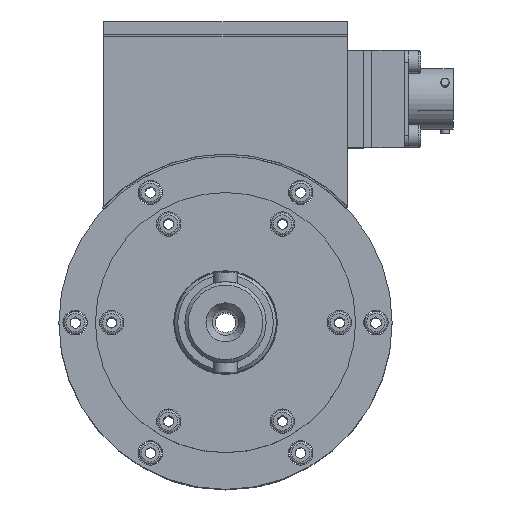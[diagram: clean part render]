
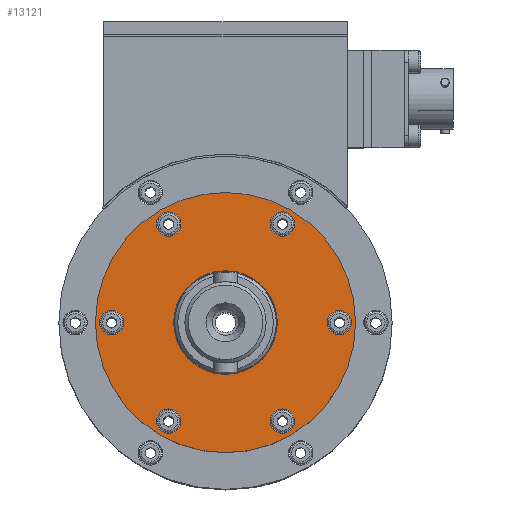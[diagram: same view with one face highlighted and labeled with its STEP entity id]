
A CAD part, top view. The second image highlights one B-rep face of the part: STEP entity #13121.
In plain terms, the highlighted planar face has unit normal (0, 0, 1).
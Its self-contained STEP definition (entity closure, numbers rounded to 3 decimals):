
#54 = DIRECTION ( 'NONE',  ( 0., 1., 0. ) ) ;
#95 = EDGE_LOOP ( 'NONE', ( #3043 ) ) ;
#100 = DIRECTION ( 'NONE',  ( 0., 1., 0. ) ) ;
#108 = DIRECTION ( 'NONE',  ( 0., 0., 1. ) ) ;
#151 = DIRECTION ( 'NONE',  ( 0., 0., 1. ) ) ;
#160 = CARTESIAN_POINT ( 'NONE',  ( 14., -24.249, 28.8 ) ) ;
#199 = EDGE_LOOP ( 'NONE', ( #4905 ) ) ;
#250 = CARTESIAN_POINT ( 'NONE',  ( -14., -24.249, 28.8 ) ) ;
#257 = EDGE_LOOP ( 'NONE', ( #5108 ) ) ;
#284 = EDGE_LOOP ( 'NONE', ( #6689 ) ) ;
#329 = EDGE_LOOP ( 'NONE', ( #8515 ) ) ;
#352 = EDGE_LOOP ( 'NONE', ( #8986 ) ) ;
#401 = CARTESIAN_POINT ( 'NONE',  ( 0., 0., 28.8 ) ) ;
#1384 = ORIENTED_EDGE ( 'NONE', *, *, #8911, .F. ) ;
#1407 = ORIENTED_EDGE ( 'NONE', *, *, #7776, .F. ) ;
#1961 = DIRECTION ( 'NONE',  ( 0., 1., 0. ) ) ;
#2012 = DIRECTION ( 'NONE',  ( 0., 0., 1. ) ) ;
#2069 = CARTESIAN_POINT ( 'NONE',  ( -28., 0., 28.8 ) ) ;
#2333 = AXIS2_PLACEMENT_3D ( 'NONE', #9889, #9874, #9759 ) ;
#2475 = AXIS2_PLACEMENT_3D ( 'NONE', #250, #151, #100 ) ;
#2979 = CIRCLE ( 'NONE', #2333, 3. ) ;
#3043 = ORIENTED_EDGE ( 'NONE', *, *, #6619, .F. ) ;
#3129 = AXIS2_PLACEMENT_3D ( 'NONE', #160, #108, #54 ) ;
#3331 = CIRCLE ( 'NONE', #2475, 3. ) ;
#3572 = AXIS2_PLACEMENT_3D ( 'NONE', #14272, #14209, #14174 ) ;
#4509 = EDGE_CURVE ( 'NONE', #6648, #6648, #14960, .T. ) ;
#4548 = AXIS2_PLACEMENT_3D ( 'NONE', #2069, #2012, #1961 ) ;
#4905 = ORIENTED_EDGE ( 'NONE', *, *, #8111, .F. ) ;
#4924 = AXIS2_PLACEMENT_3D ( 'NONE', #11155, #11108, #11056 ) ;
#5077 = VERTEX_POINT ( 'NONE', #5894 ) ;
#5108 = ORIENTED_EDGE ( 'NONE', *, *, #8795, .F. ) ;
#5120 = VERTEX_POINT ( 'NONE', #6077 ) ;
#5338 = CIRCLE ( 'NONE', #3129, 3. ) ;
#5388 = VERTEX_POINT ( 'NONE', #7705 ) ;
#5520 = VERTEX_POINT ( 'NONE', #8524 ) ;
#5656 = AXIS2_PLACEMENT_3D ( 'NONE', #6324, #6310, #6210 ) ;
#5793 = VERTEX_POINT ( 'NONE', #10091 ) ;
#5894 = CARTESIAN_POINT ( 'NONE',  ( 14., 27.249, 28.8 ) ) ;
#5902 = VERTEX_POINT ( 'NONE', #10709 ) ;
#5975 = EDGE_CURVE ( 'NONE', #6116, #6116, #11303, .T. ) ;
#6077 = CARTESIAN_POINT ( 'NONE',  ( -14., -21.249, 28.8 ) ) ;
#6116 = VERTEX_POINT ( 'NONE', #11479 ) ;
#6210 = DIRECTION ( 'NONE',  ( 0., -1., 0. ) ) ;
#6310 = DIRECTION ( 'NONE',  ( 0., 0., -1. ) ) ;
#6324 = CARTESIAN_POINT ( 'NONE',  ( 0., 0., 28.8 ) ) ;
#6328 = CIRCLE ( 'NONE', #3572, 3. ) ;
#6619 = EDGE_CURVE ( 'NONE', #5902, #5902, #9659, .T. ) ;
#6648 = VERTEX_POINT ( 'NONE', #14023 ) ;
#6689 = ORIENTED_EDGE ( 'NONE', *, *, #6943, .F. ) ;
#6943 = EDGE_CURVE ( 'NONE', #5793, #5793, #8711, .T. ) ;
#7571 = AXIS2_PLACEMENT_3D ( 'NONE', #401, #10352, #10367 ) ;
#7705 = CARTESIAN_POINT ( 'NONE',  ( 14., -21.249, 28.8 ) ) ;
#7776 = EDGE_CURVE ( 'NONE', #5520, #5520, #6328, .T. ) ;
#8111 = EDGE_CURVE ( 'NONE', #5388, #5388, #5338, .T. ) ;
#8515 = ORIENTED_EDGE ( 'NONE', *, *, #4509, .F. ) ;
#8524 = CARTESIAN_POINT ( 'NONE',  ( -14., 27.249, 28.8 ) ) ;
#8711 = CIRCLE ( 'NONE', #4548, 3. ) ;
#8795 = EDGE_CURVE ( 'NONE', #5120, #5120, #3331, .T. ) ;
#8911 = EDGE_CURVE ( 'NONE', #5077, #5077, #2979, .T. ) ;
#8986 = ORIENTED_EDGE ( 'NONE', *, *, #5975, .T. ) ;
#9659 = CIRCLE ( 'NONE', #4924, 3. ) ;
#9759 = DIRECTION ( 'NONE',  ( 0., 1., 0. ) ) ;
#9874 = DIRECTION ( 'NONE',  ( 0., 0., 1. ) ) ;
#9889 = CARTESIAN_POINT ( 'NONE',  ( 14., 24.249, 28.8 ) ) ;
#10091 = CARTESIAN_POINT ( 'NONE',  ( -28., 3., 28.8 ) ) ;
#10352 = DIRECTION ( 'NONE',  ( 0., 0., -1. ) ) ;
#10367 = DIRECTION ( 'NONE',  ( 0., -1., 0. ) ) ;
#10709 = CARTESIAN_POINT ( 'NONE',  ( 28., 3., 28.8 ) ) ;
#11056 = DIRECTION ( 'NONE',  ( 0., 1., 0. ) ) ;
#11108 = DIRECTION ( 'NONE',  ( 0., 0., 1. ) ) ;
#11155 = CARTESIAN_POINT ( 'NONE',  ( 28., 0., 28.8 ) ) ;
#11303 = CIRCLE ( 'NONE', #5656, 12.75 ) ;
#11478 = DIRECTION ( 'NONE',  ( 0., -1., 0. ) ) ;
#11479 = CARTESIAN_POINT ( 'NONE',  ( 0., -12.75, 28.8 ) ) ;
#11484 = DIRECTION ( 'NONE',  ( 0., 0., -1. ) ) ;
#11560 = PLANE ( 'NONE',  #14541 ) ;
#11618 = CARTESIAN_POINT ( 'NONE',  ( -12.75, 0., 28.8 ) ) ;
#13121 = ADVANCED_FACE ( 'NONE', ( #13876, #13937, #13847, #13832, #13817, #13802, #13790, #13773 ), #11560, .F. ) ;
#13773 = FACE_BOUND ( 'NONE', #352, .T. ) ;
#13790 = FACE_OUTER_BOUND ( 'NONE', #329, .T. ) ;
#13802 = FACE_BOUND ( 'NONE', #284, .T. ) ;
#13817 = FACE_BOUND ( 'NONE', #257, .T. ) ;
#13832 = FACE_BOUND ( 'NONE', #199, .T. ) ;
#13847 = FACE_BOUND ( 'NONE', #95, .T. ) ;
#13876 = FACE_BOUND ( 'NONE', #15530, .T. ) ;
#13937 = FACE_BOUND ( 'NONE', #15506, .T. ) ;
#14023 = CARTESIAN_POINT ( 'NONE',  ( 0., -32., 28.8 ) ) ;
#14174 = DIRECTION ( 'NONE',  ( 0., 1., 0. ) ) ;
#14209 = DIRECTION ( 'NONE',  ( 0., 0., 1. ) ) ;
#14272 = CARTESIAN_POINT ( 'NONE',  ( -14., 24.249, 28.8 ) ) ;
#14541 = AXIS2_PLACEMENT_3D ( 'NONE', #11618, #11484, #11478 ) ;
#14960 = CIRCLE ( 'NONE', #7571, 32. ) ;
#15506 = EDGE_LOOP ( 'NONE', ( #1384 ) ) ;
#15530 = EDGE_LOOP ( 'NONE', ( #1407 ) ) ;
